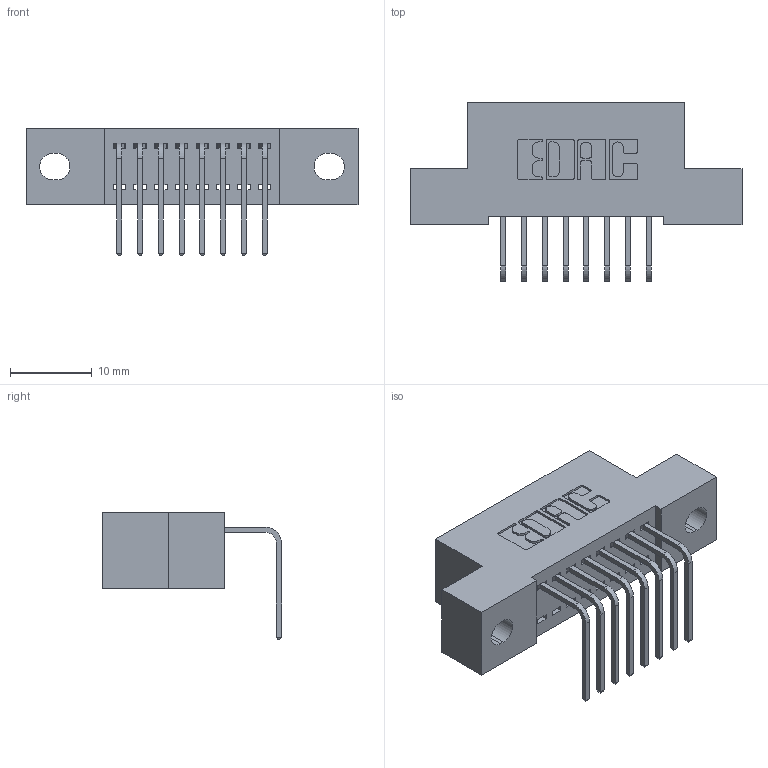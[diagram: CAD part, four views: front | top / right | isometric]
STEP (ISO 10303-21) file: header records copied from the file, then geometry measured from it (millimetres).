
FILE_DESCRIPTION (( 'STEP AP203' ), '1' );
FILE_NAME ('392-008-558-102.STEP', '2018-08-14T19:29:19', ( '' ), ( '' ), 'SwSTEP 2.0', 'SolidWorks 2016', '' );
FILE_SCHEMA (( 'CONFIG_CONTROL_DESIGN' ));
Length unit declared in the file: inch
Products named in the file (3): 342 Part_.128 Slot; 345-292-001_558 Tail - 2; 392-008-558-102
Assembly tree (9 placements, depth 2):
  392-008-558-102
    342 Part_.128 Slot
    345-292-001_558 Tail - 2  x8
Bounding box: 40.64 x 21.91 x 15.62 mm (x, y, z)
Volume: 3412.6 mm3; surface area: 4287.4 mm2
Topology: 9 solids, 9 shells, 594 faces, 1767 edges, 1166 vertices
Faces by surface type: plane 422, cylinder 172
Entity records: 9375 total; most frequent: CARTESIAN_POINT 1630, ORIENTED_EDGE 1574, DIRECTION 1443, EDGE_CURVE 787, VECTOR 659, LINE 659, VERTEX_POINT 522, AXIS2_PLACEMENT_3D 392
